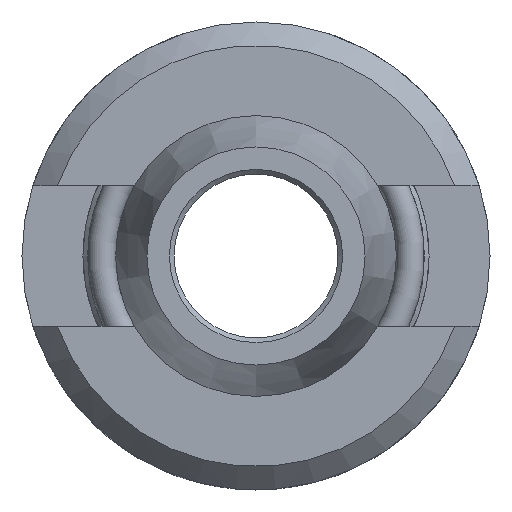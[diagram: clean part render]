
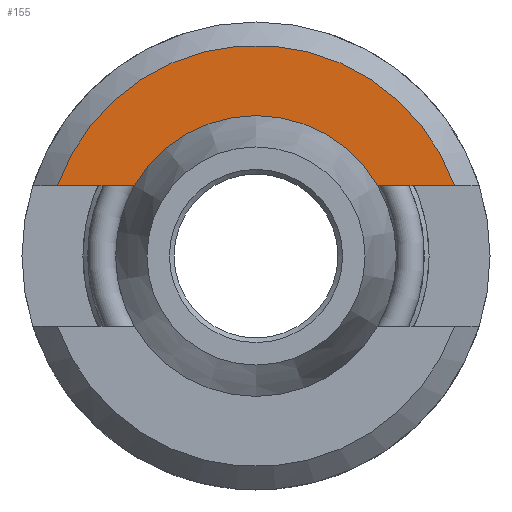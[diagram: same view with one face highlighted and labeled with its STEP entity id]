
A CAD part, left-side view. The second image highlights one B-rep face of the part: STEP entity #155.
In plain terms, the highlighted planar face has unit normal (-1, 0, 0).
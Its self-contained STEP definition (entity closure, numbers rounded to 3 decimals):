
#155 = ADVANCED_FACE( '', ( #284 ), #285, .F. );
#284 = FACE_OUTER_BOUND( '', #422, .T. );
#285 = PLANE( '', #423 );
#422 = EDGE_LOOP( '', ( #573, #574, #575, #576 ) );
#423 = AXIS2_PLACEMENT_3D( '', #577, #578, #579 );
#573 = ORIENTED_EDGE( '', *, *, #810, .T. );
#574 = ORIENTED_EDGE( '', *, *, #811, .T. );
#575 = ORIENTED_EDGE( '', *, *, #812, .T. );
#576 = ORIENTED_EDGE( '', *, *, #791, .F. );
#577 = CARTESIAN_POINT( '', ( -5.5, 0., 5. ) );
#578 = DIRECTION( '', ( 1., 0., 0. ) );
#579 = DIRECTION( '', ( 0., 0., -1. ) );
#791 = EDGE_CURVE( '', #894, #897, #898, .T. );
#810 = EDGE_CURVE( '', #894, #925, #926, .T. );
#811 = EDGE_CURVE( '', #925, #927, #928, .F. );
#812 = EDGE_CURVE( '', #927, #897, #929, .T. );
#894 = VERTEX_POINT( '', #1044 );
#897 = VERTEX_POINT( '', #1048 );
#898 = CIRCLE( '', #1049, 3. );
#925 = VERTEX_POINT( '', #1077 );
#926 = LINE( '', #1078, #1079 );
#927 = VERTEX_POINT( '', #1080 );
#928 = CIRCLE( '', #1081, 4.5 );
#929 = LINE( '', #1082, #1083 );
#1044 = CARTESIAN_POINT( '', ( -5.5, -2.598, 1.5 ) );
#1048 = CARTESIAN_POINT( '', ( -5.5, 2.598, 1.5 ) );
#1049 = AXIS2_PLACEMENT_3D( '', #1203, #1204, #1205 );
#1077 = CARTESIAN_POINT( '', ( -5.5, -4.243, 1.5 ) );
#1078 = CARTESIAN_POINT( '', ( -5.5, 22.5, 1.5 ) );
#1079 = VECTOR( '', #1234, 1000. );
#1080 = CARTESIAN_POINT( '', ( -5.5, 4.243, 1.5 ) );
#1081 = AXIS2_PLACEMENT_3D( '', #1235, #1236, #1237 );
#1082 = CARTESIAN_POINT( '', ( -5.5, 22.5, 1.5 ) );
#1083 = VECTOR( '', #1238, 1000. );
#1203 = CARTESIAN_POINT( '', ( -5.5, 0., 0. ) );
#1204 = DIRECTION( '', ( -1., 0., 0. ) );
#1205 = DIRECTION( '', ( 0., 0., 1. ) );
#1234 = DIRECTION( '', ( 0., -1., 0. ) );
#1235 = CARTESIAN_POINT( '', ( -5.5, 0., 0. ) );
#1236 = DIRECTION( '', ( 1., 0., 0. ) );
#1237 = DIRECTION( '', ( 0., 0., -1. ) );
#1238 = DIRECTION( '', ( 0., -1., 0. ) );
